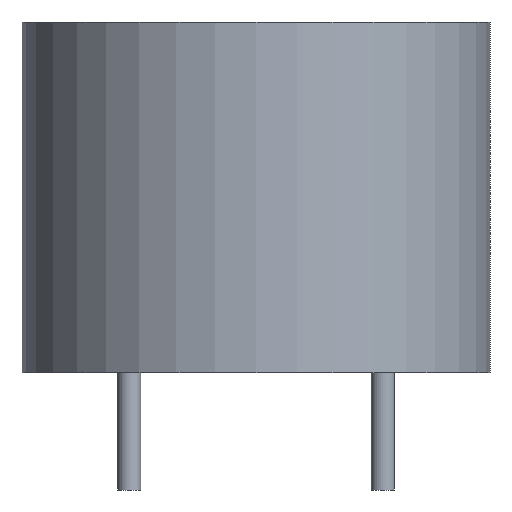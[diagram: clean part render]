
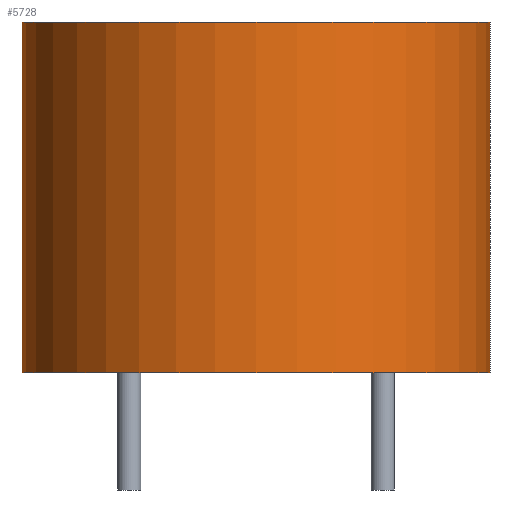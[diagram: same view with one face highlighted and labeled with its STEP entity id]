
A CAD part, front view. The second image highlights one B-rep face of the part: STEP entity #5728.
In plain terms, the highlighted cylindrical face has radius 6 mm (diameter 12 mm), a partial arc.
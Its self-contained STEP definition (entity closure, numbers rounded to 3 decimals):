
#146 = AXIS2_PLACEMENT_3D ( 'NONE', #4202, #7110, #3605 ) ;
#158 = CARTESIAN_POINT ( 'NONE',  ( 0., 0., 0.5 ) ) ;
#866 = VERTEX_POINT ( 'NONE', #9044 ) ;
#1326 = EDGE_CURVE ( 'NONE', #2775, #3119, #4791, .T. ) ;
#1415 = DIRECTION ( 'NONE',  ( 1., 0., 0. ) ) ;
#1501 = VECTOR ( 'NONE', #4990, 1000. ) ;
#2002 = DIRECTION ( 'NONE',  ( 0., 0., -1. ) ) ;
#2503 = CIRCLE ( 'NONE', #7657, 6. ) ;
#2775 = VERTEX_POINT ( 'NONE', #3550 ) ;
#2811 = CARTESIAN_POINT ( 'NONE',  ( 0., 0., 9. ) ) ;
#2926 = CARTESIAN_POINT ( 'NONE',  ( -6., 0., 0. ) ) ;
#3119 = VERTEX_POINT ( 'NONE', #2926 ) ;
#3198 = ORIENTED_EDGE ( 'NONE', *, *, #1326, .T. ) ;
#3213 = ORIENTED_EDGE ( 'NONE', *, *, #4656, .T. ) ;
#3550 = CARTESIAN_POINT ( 'NONE',  ( -6., 0., 9. ) ) ;
#3605 = DIRECTION ( 'NONE',  ( 1., 0., 0. ) ) ;
#3755 = CYLINDRICAL_SURFACE ( 'NONE', #5132, 6. ) ;
#4176 = EDGE_LOOP ( 'NONE', ( #4369, #5439, #3198, #3213 ) ) ;
#4202 = CARTESIAN_POINT ( 'NONE',  ( 0., 0., 0. ) ) ;
#4369 = ORIENTED_EDGE ( 'NONE', *, *, #4596, .F. ) ;
#4596 = EDGE_CURVE ( 'NONE', #8568, #866, #6285, .T. ) ;
#4656 = EDGE_CURVE ( 'NONE', #3119, #866, #6085, .T. ) ;
#4791 = LINE ( 'NONE', #7552, #5118 ) ;
#4925 = CARTESIAN_POINT ( 'NONE',  ( 6., 0., 9. ) ) ;
#4990 = DIRECTION ( 'NONE',  ( 0., 0., -1. ) ) ;
#5118 = VECTOR ( 'NONE', #2002, 1000. ) ;
#5132 = AXIS2_PLACEMENT_3D ( 'NONE', #158, #7347, #5320 ) ;
#5320 = DIRECTION ( 'NONE',  ( -1., 0., 0. ) ) ;
#5439 = ORIENTED_EDGE ( 'NONE', *, *, #8285, .F. ) ;
#5728 = ADVANCED_FACE ( 'NONE', ( #7948 ), #3755, .T. ) ;
#6085 = CIRCLE ( 'NONE', #146, 6. ) ;
#6285 = LINE ( 'NONE', #8479, #1501 ) ;
#7011 = DIRECTION ( 'NONE',  ( 0., 0., 1. ) ) ;
#7110 = DIRECTION ( 'NONE',  ( 0., 0., 1. ) ) ;
#7347 = DIRECTION ( 'NONE',  ( 0., 0., -1. ) ) ;
#7552 = CARTESIAN_POINT ( 'NONE',  ( -6., 0., 0.5 ) ) ;
#7657 = AXIS2_PLACEMENT_3D ( 'NONE', #2811, #7011, #1415 ) ;
#7948 = FACE_OUTER_BOUND ( 'NONE', #4176, .T. ) ;
#8285 = EDGE_CURVE ( 'NONE', #2775, #8568, #2503, .T. ) ;
#8479 = CARTESIAN_POINT ( 'NONE',  ( 6., 0., 0.5 ) ) ;
#8568 = VERTEX_POINT ( 'NONE', #4925 ) ;
#9044 = CARTESIAN_POINT ( 'NONE',  ( 6., 0., 0. ) ) ;
